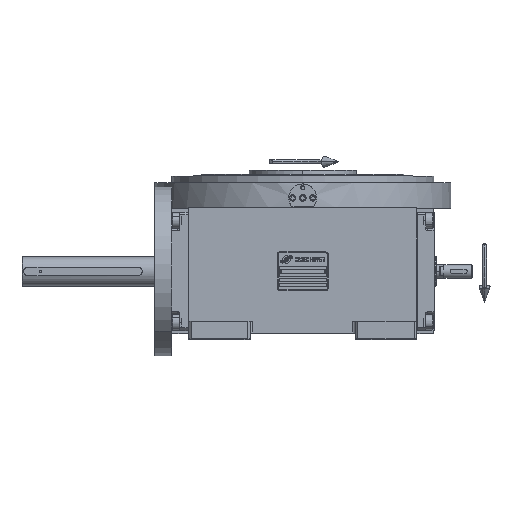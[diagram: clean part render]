
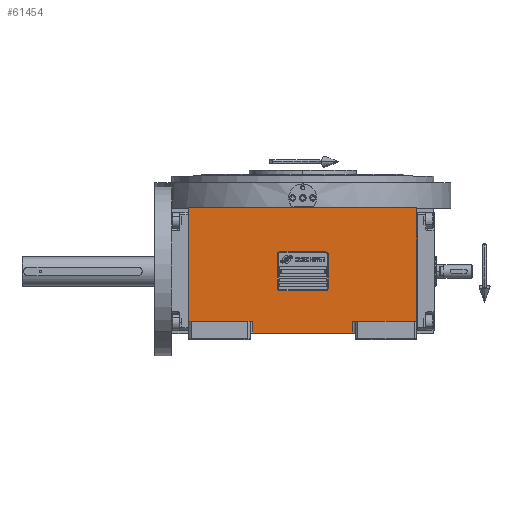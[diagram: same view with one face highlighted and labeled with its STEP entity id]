
A CAD part, top view. The second image highlights one B-rep face of the part: STEP entity #61454.
In plain terms, the highlighted planar face has unit normal (0, 0, 1).
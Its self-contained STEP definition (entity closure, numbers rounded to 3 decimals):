
#70 = EDGE_CURVE ( 'NONE', #28840, #7182, #68047, .T. ) ;
#322 = CARTESIAN_POINT ( 'NONE',  ( -59., -73., 226. ) ) ;
#1520 = DIRECTION ( 'NONE',  ( 0., 1., 0. ) ) ;
#1909 = CARTESIAN_POINT ( 'NONE',  ( 59., -59., 226. ) ) ;
#2103 = DIRECTION ( 'NONE',  ( 0., 0., 1. ) ) ;
#2375 = VECTOR ( 'NONE', #57528, 1000. ) ;
#5755 = CARTESIAN_POINT ( 'NONE',  ( -59., -59., 226. ) ) ;
#7182 = VERTEX_POINT ( 'NONE', #5755 ) ;
#7714 = CARTESIAN_POINT ( 'NONE',  ( 135., -59., 226. ) ) ;
#7817 = VECTOR ( 'NONE', #14921, 1000. ) ;
#8356 = ORIENTED_EDGE ( 'NONE', *, *, #45423, .T. ) ;
#8546 = ORIENTED_EDGE ( 'NONE', *, *, #45745, .T. ) ;
#9590 = LINE ( 'NONE', #47771, #20912 ) ;
#9681 = DIRECTION ( 'NONE',  ( 0., 1., 0. ) ) ;
#12786 = CARTESIAN_POINT ( 'NONE',  ( -59., -73., 226. ) ) ;
#13956 = CARTESIAN_POINT ( 'NONE',  ( -135., -59., 226. ) ) ;
#14921 = DIRECTION ( 'NONE',  ( 1., 0., 0. ) ) ;
#15820 = DIRECTION ( 'NONE',  ( 1., 0., 0. ) ) ;
#16186 = LINE ( 'NONE', #32182, #50709 ) ;
#17569 = LINE ( 'NONE', #1909, #2375 ) ;
#19775 = DIRECTION ( 'NONE',  ( 0., 1., 0. ) ) ;
#20585 = LINE ( 'NONE', #42746, #45311 ) ;
#20912 = VECTOR ( 'NONE', #48144, 1000. ) ;
#23866 = VERTEX_POINT ( 'NONE', #57487 ) ;
#24066 = CARTESIAN_POINT ( 'NONE',  ( -135., 75., 226. ) ) ;
#25580 = VERTEX_POINT ( 'NONE', #24066 ) ;
#28840 = VERTEX_POINT ( 'NONE', #322 ) ;
#28909 = VERTEX_POINT ( 'NONE', #41672 ) ;
#28979 = EDGE_LOOP ( 'NONE', ( #61572, #68680, #8546, #56963, #45250, #64442, #8356, #41008 ) ) ;
#30002 = VECTOR ( 'NONE', #19775, 1000. ) ;
#31175 = FACE_OUTER_BOUND ( 'NONE', #28979, .T. ) ;
#31383 = VERTEX_POINT ( 'NONE', #7714 ) ;
#31755 = LINE ( 'NONE', #36801, #56958 ) ;
#32182 = CARTESIAN_POINT ( 'NONE',  ( -59., -73., 226. ) ) ;
#33886 = CARTESIAN_POINT ( 'NONE',  ( 135., 75., 226. ) ) ;
#36253 = VERTEX_POINT ( 'NONE', #49118 ) ;
#36459 = DIRECTION ( 'NONE',  ( 0., -1., 0. ) ) ;
#36801 = CARTESIAN_POINT ( 'NONE',  ( 59., -59., 226. ) ) ;
#41008 = ORIENTED_EDGE ( 'NONE', *, *, #70, .F. ) ;
#41672 = CARTESIAN_POINT ( 'NONE',  ( 59., -59., 226. ) ) ;
#42187 = LINE ( 'NONE', #59643, #7817 ) ;
#42746 = CARTESIAN_POINT ( 'NONE',  ( 135., -59., 226. ) ) ;
#45068 = EDGE_CURVE ( 'NONE', #31383, #68959, #20585, .T. ) ;
#45250 = ORIENTED_EDGE ( 'NONE', *, *, #51570, .F. ) ;
#45311 = VECTOR ( 'NONE', #9681, 1000. ) ;
#45423 = EDGE_CURVE ( 'NONE', #36253, #7182, #9590, .T. ) ;
#45745 = EDGE_CURVE ( 'NONE', #28909, #31383, #17569, .T. ) ;
#46342 = LINE ( 'NONE', #13956, #30002 ) ;
#47539 = PLANE ( 'NONE',  #54991 ) ;
#47771 = CARTESIAN_POINT ( 'NONE',  ( -135., -59., 226. ) ) ;
#48144 = DIRECTION ( 'NONE',  ( 1., 0., 0. ) ) ;
#49118 = CARTESIAN_POINT ( 'NONE',  ( -135., -59., 226. ) ) ;
#50701 = EDGE_CURVE ( 'NONE', #28840, #23866, #16186, .T. ) ;
#50709 = VECTOR ( 'NONE', #15820, 1000. ) ;
#51570 = EDGE_CURVE ( 'NONE', #25580, #68959, #42187, .T. ) ;
#53352 = DIRECTION ( 'NONE',  ( 1., 0., 0. ) ) ;
#53996 = EDGE_CURVE ( 'NONE', #36253, #25580, #46342, .T. ) ;
#54991 = AXIS2_PLACEMENT_3D ( 'NONE', #69367, #2103, #53352 ) ;
#56958 = VECTOR ( 'NONE', #36459, 1000. ) ;
#56963 = ORIENTED_EDGE ( 'NONE', *, *, #45068, .T. ) ;
#57487 = CARTESIAN_POINT ( 'NONE',  ( 59., -73., 226. ) ) ;
#57528 = DIRECTION ( 'NONE',  ( 1., 0., 0. ) ) ;
#59643 = CARTESIAN_POINT ( 'NONE',  ( -135., 75., 226. ) ) ;
#61454 = ADVANCED_FACE ( 'NONE', ( #31175 ), #47539, .T. ) ;
#61572 = ORIENTED_EDGE ( 'NONE', *, *, #50701, .T. ) ;
#64215 = VECTOR ( 'NONE', #1520, 1000. ) ;
#64442 = ORIENTED_EDGE ( 'NONE', *, *, #53996, .F. ) ;
#68047 = LINE ( 'NONE', #12786, #64215 ) ;
#68680 = ORIENTED_EDGE ( 'NONE', *, *, #69937, .F. ) ;
#68959 = VERTEX_POINT ( 'NONE', #33886 ) ;
#69367 = CARTESIAN_POINT ( 'NONE',  ( -135., -73., 226. ) ) ;
#69937 = EDGE_CURVE ( 'NONE', #28909, #23866, #31755, .T. ) ;
